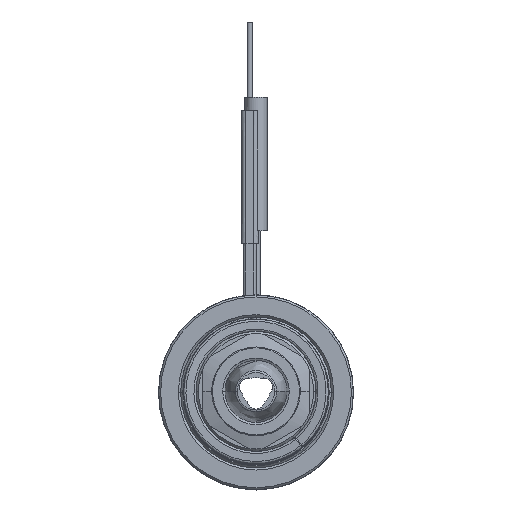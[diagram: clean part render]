
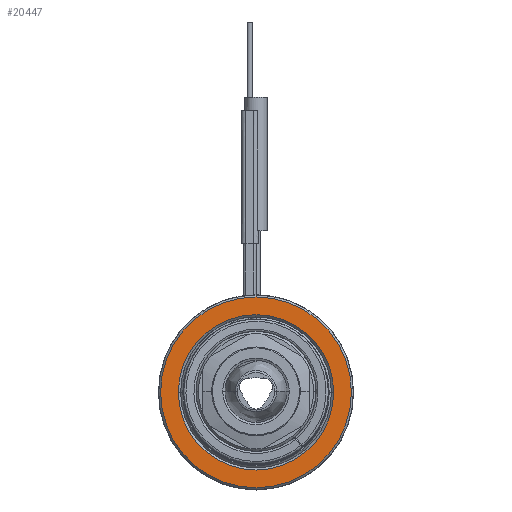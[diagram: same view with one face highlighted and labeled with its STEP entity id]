
A CAD part, top view. The second image highlights one B-rep face of the part: STEP entity #20447.
In plain terms, the highlighted planar face has unit normal (0, 0, 1).
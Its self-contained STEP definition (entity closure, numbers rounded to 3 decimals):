
#7483=CARTESIAN_POINT('',(0.,0.,40.));
#7484=DIRECTION('',(0.,0.,-1.));
#7485=DIRECTION('',(-1.,0.,0.));
#7486=AXIS2_PLACEMENT_3D('',#7483,#7484,#7485);
#7497=CARTESIAN_POINT('',(0.,0.,
40.));
#7498=DIRECTION('',(0.,0.,-1.));
#7499=DIRECTION('',(1.,0.,0.));
#7500=AXIS2_PLACEMENT_3D('',#7497,#7498,#7499);
#7511=CARTESIAN_POINT('',(0.,0.,
40.));
#7512=DIRECTION('',(0.,0.,-1.));
#7513=DIRECTION('',(1.,0.,0.));
#7514=AXIS2_PLACEMENT_3D('',#7511,#7512,#7513);
#7525=CARTESIAN_POINT('',(0.,0.,
40.));
#7526=DIRECTION('',(0.,0.,-1.));
#7527=DIRECTION('',(-1.,0.,0.));
#7528=AXIS2_PLACEMENT_3D('',#7525,#7526,#7527);
#7717=CARTESIAN_POINT('',(21.5,0.,40.));
#7718=CARTESIAN_POINT('',(-21.5,0.,40.));
#7719=VERTEX_POINT('',#7717);
#7720=VERTEX_POINT('',#7718);
#7721=CARTESIAN_POINT('',(17.5,0.,40.));
#7722=CARTESIAN_POINT('',(-17.5,0.,40.));
#7723=VERTEX_POINT('',#7721);
#7724=VERTEX_POINT('',#7722);
#20432=CARTESIAN_POINT('',(0.,0.,40.));
#20433=DIRECTION('',(0.,0.,1.));
#20434=DIRECTION('',(-1.,0.,0.));
#20435=AXIS2_PLACEMENT_3D('',#20432,#20433,#20434);
#20436=PLANE('',#20435);
#20437=ORIENTED_EDGE('',*,*,#20414,.T.);
#20438=ORIENTED_EDGE('',*,*,#20399,.T.);
#20439=EDGE_LOOP('',(#20437,#20438));
#20440=FACE_OUTER_BOUND('',#20439,.F.);
#20442=ORIENTED_EDGE('',*,*,#20441,.F.);
#20444=ORIENTED_EDGE('',*,*,#20443,.F.);
#20445=EDGE_LOOP('',(#20442,#20444));
#20446=FACE_BOUND('',#20445,.F.);
#7487=CIRCLE('',#7486,21.5);
#7501=CIRCLE('',#7500,21.5);
#7515=CIRCLE('',#7514,17.5);
#7529=CIRCLE('',#7528,17.5);
#20399=EDGE_CURVE('',#7720,#7719,#7487,.T.);
#20414=EDGE_CURVE('',#7719,#7720,#7501,.T.);
#20441=EDGE_CURVE('',#7723,#7724,#7515,.T.);
#20443=EDGE_CURVE('',#7724,#7723,#7529,.T.);
#20447=ADVANCED_FACE('',(#20440,#20446),#20436,.T.);
